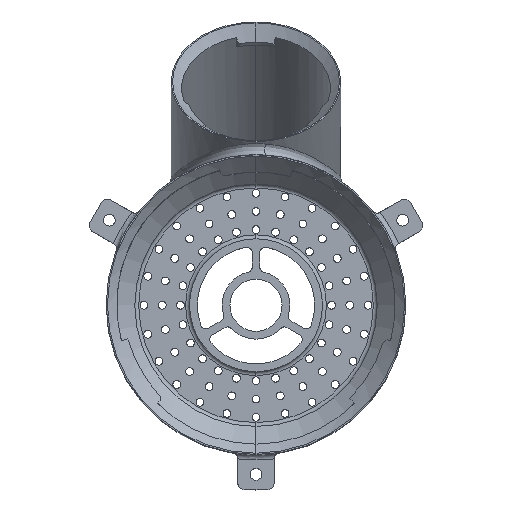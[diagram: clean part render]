
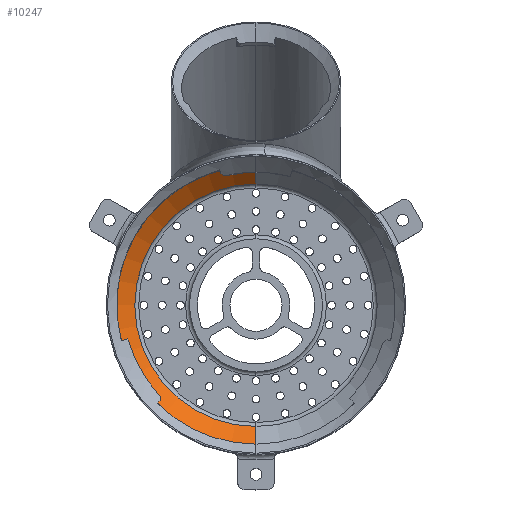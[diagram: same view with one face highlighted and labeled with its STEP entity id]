
A CAD part, top view. The second image highlights one B-rep face of the part: STEP entity #10247.
In plain terms, the highlighted conical face has half-angle 45 degrees and reference radius 53.5 mm.
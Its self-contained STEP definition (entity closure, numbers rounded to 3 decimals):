
#22 = LINE ( 'NONE', #6828, #5822 ) ;
#191 = ORIENTED_EDGE ( 'NONE', *, *, #4168, .F. ) ;
#239 = FACE_OUTER_BOUND ( 'NONE', #7842, .T. ) ;
#852 = EDGE_CURVE ( 'NONE', #11609, #11434, #8843, .T. ) ;
#1495 = ORIENTED_EDGE ( 'NONE', *, *, #3065, .T. ) ;
#2108 = CARTESIAN_POINT ( 'NONE',  ( 0., -46.5, 11. ) ) ;
#2451 = CARTESIAN_POINT ( 'NONE',  ( 0., 46.5, 11. ) ) ;
#2487 = EDGE_CURVE ( 'NONE', #11609, #12011, #8672, .T. ) ;
#2715 = DIRECTION ( 'NONE',  ( 0., 0., -1. ) ) ;
#3065 = EDGE_CURVE ( 'NONE', #12011, #12813, #22, .T. ) ;
#3724 = CARTESIAN_POINT ( 'NONE',  ( 0., 0., 18. ) ) ;
#3824 = AXIS2_PLACEMENT_3D ( 'NONE', #4854, #3866, #13138 ) ;
#3866 = DIRECTION ( 'NONE',  ( 0., 0., 1. ) ) ;
#4168 = EDGE_CURVE ( 'NONE', #11434, #12813, #8508, .T. ) ;
#4438 = DIRECTION ( 'NONE',  ( 0., 0., -1. ) ) ;
#4854 = CARTESIAN_POINT ( 'NONE',  ( 0., 0., 18. ) ) ;
#5636 = DIRECTION ( 'NONE',  ( 0., 1., 0. ) ) ;
#5822 = VECTOR ( 'NONE', #10828, 1000. ) ;
#6828 = CARTESIAN_POINT ( 'NONE',  ( 0., 53.5, 18. ) ) ;
#7320 = AXIS2_PLACEMENT_3D ( 'NONE', #11419, #4438, #9549 ) ;
#7647 = CARTESIAN_POINT ( 'NONE',  ( 0., -53.5, 18. ) ) ;
#7842 = EDGE_LOOP ( 'NONE', ( #10893, #1495, #191, #8276 ) ) ;
#8276 = ORIENTED_EDGE ( 'NONE', *, *, #852, .F. ) ;
#8508 = CIRCLE ( 'NONE', #11025, 53.5 ) ;
#8587 = CONICAL_SURFACE ( 'NONE', #3824, 53.5, 0.785 ) ;
#8672 = CIRCLE ( 'NONE', #7320, 46.5 ) ;
#8843 = LINE ( 'NONE', #11187, #9012 ) ;
#9012 = VECTOR ( 'NONE', #11097, 1000. ) ;
#9549 = DIRECTION ( 'NONE',  ( 0., 1., 0. ) ) ;
#10247 = ADVANCED_FACE ( 'NONE', ( #239 ), #8587, .F. ) ;
#10828 = DIRECTION ( 'NONE',  ( 0., 0.707, 0.707 ) ) ;
#10893 = ORIENTED_EDGE ( 'NONE', *, *, #2487, .T. ) ;
#11025 = AXIS2_PLACEMENT_3D ( 'NONE', #3724, #2715, #5636 ) ;
#11097 = DIRECTION ( 'NONE',  ( 0., -0.707, 0.707 ) ) ;
#11187 = CARTESIAN_POINT ( 'NONE',  ( 0., -53.5, 18. ) ) ;
#11419 = CARTESIAN_POINT ( 'NONE',  ( 0., 0., 11. ) ) ;
#11434 = VERTEX_POINT ( 'NONE', #7647 ) ;
#11609 = VERTEX_POINT ( 'NONE', #2108 ) ;
#11832 = CARTESIAN_POINT ( 'NONE',  ( 0., 53.5, 18. ) ) ;
#12011 = VERTEX_POINT ( 'NONE', #2451 ) ;
#12813 = VERTEX_POINT ( 'NONE', #11832 ) ;
#13138 = DIRECTION ( 'NONE',  ( 0., -1., 0. ) ) ;
